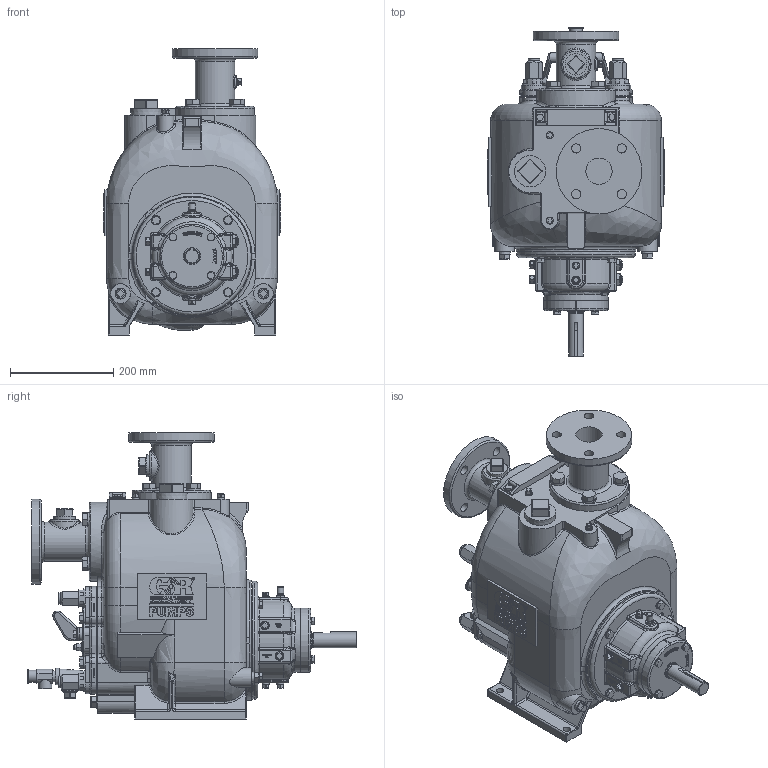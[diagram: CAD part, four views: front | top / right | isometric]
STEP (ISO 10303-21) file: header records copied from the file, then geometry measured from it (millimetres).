
FILE_DESCRIPTION(/* description */ ('Unknown'),/* implementation_level */ '2;1');
FILE_NAME(/* name */ '19570',/* time_stamp */ '2021-04-14T14:13:33-04:00',/* author */ ('Unknown'),/* organization */ ('Unknown'),/* preprocessor_version */ 'ST-DEVELOPER v16.7',/* originating_system */ 'DEX',/* authorisation */ $);
FILE_SCHEMA (('AUTOMOTIVE_DESIGN {1 0 10303 214 3 1 1}'));
Products named in the file (1): 19570
Bounding box: 342.52 x 637.71 x 553.36 mm (x, y, z)
Volume: 37785112.8 mm3; surface area: 1119083.7 mm2
Topology: 1 solids, 31 shells, 4193 faces, 10468 edges, 6442 vertices
Faces by surface type: plane 1870, cylinder 1070, bspline 585, torus 509, sphere 124, cone 35
Full cylindrical faces by diameter (mm): 2.845 x4, 3.048 x6, 7.938 x4, 8.738 x1, 9.525 x10, 9.779 x8, 12.421 x2, 12.7 x7, 14.224 x4, 14.884 x4, 15.875 x4, 16.51 x4, 17.348 x8, 17.462 x4, 17.475 x2, 17.983 x8, 19.05 x1, 22.174 x4, 22.225 x4, 23.368 x1, 25.4 x1, 25.527 x8, 27.407 x8, 28.562 x1, 28.575 x8, 31.75 x2, 33.299 x1, 38.1 x2, 50.8 x2, 60.452 x1
Entity records: 166211 total; most frequent: CARTESIAN_POINT 40687, ORIENTED_EDGE 19972, DIRECTION 19746, EDGE_CURVE 9986, AXIS2_PLACEMENT_3D 7215, VERTEX_POINT 6302, LINE 5316, VECTOR 5316
